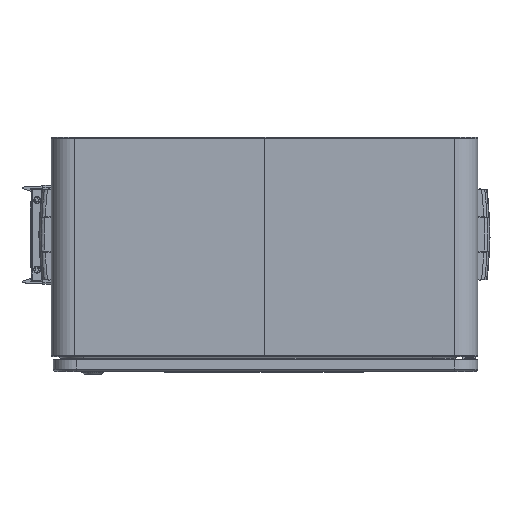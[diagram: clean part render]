
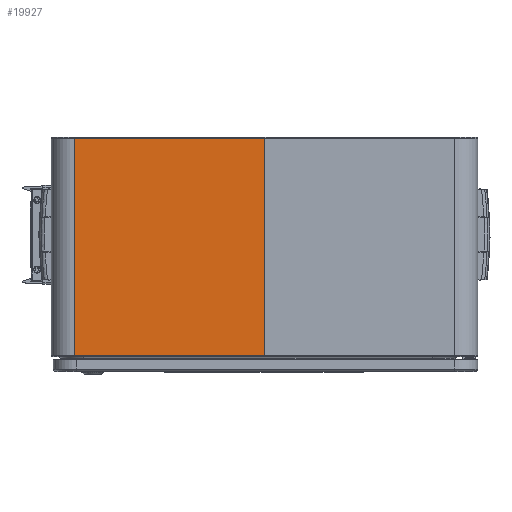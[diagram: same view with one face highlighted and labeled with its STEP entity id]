
A CAD part, top view. The second image highlights one B-rep face of the part: STEP entity #19927.
In plain terms, the highlighted planar face has unit normal (0, 0, 1).
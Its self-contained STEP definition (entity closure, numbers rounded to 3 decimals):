
#3901=FACE_OUTER_BOUND('',#25680,.T.);
#7025=PLANE('',#63902);
#8954=LINE('',#88213,#13951);
#8956=LINE('',#88223,#13953);
#8965=LINE('',#88250,#13962);
#8966=LINE('',#88251,#13963);
#13951=VECTOR('',#70148,1.);
#13953=VECTOR('',#70158,1.);
#13962=VECTOR('',#70185,1.);
#13963=VECTOR('',#70186,1.);
#19927=ADVANCED_FACE('',(#3901),#7025,.T.);
#25680=EDGE_LOOP('',(#30162,#30163,#30164,#30165));
#30162=ORIENTED_EDGE('',*,*,#52858,.F.);
#30163=ORIENTED_EDGE('',*,*,#52873,.T.);
#30164=ORIENTED_EDGE('',*,*,#52853,.T.);
#30165=ORIENTED_EDGE('',*,*,#52874,.T.);
#47190=VERTEX_POINT('',#88212);
#47191=VERTEX_POINT('',#88214);
#47194=VERTEX_POINT('',#88222);
#47195=VERTEX_POINT('',#88224);
#52853=EDGE_CURVE('',#47191,#47190,#8954,.T.);
#52858=EDGE_CURVE('',#47194,#47195,#8956,.T.);
#52873=EDGE_CURVE('',#47194,#47191,#8965,.T.);
#52874=EDGE_CURVE('',#47190,#47195,#8966,.T.);
#63902=AXIS2_PLACEMENT_3D('',#88252,#70187,#70188);
#70148=DIRECTION('',(1.,0.,0.));
#70158=DIRECTION('',(1.,0.,0.));
#70185=DIRECTION('',(0.,-1.,0.));
#70186=DIRECTION('',(0.,1.,0.));
#70187=DIRECTION('',(0.,0.,1.));
#70188=DIRECTION('',(-0.707,0.707,0.));
#88212=CARTESIAN_POINT('',(1.453,-162.241,163.7));
#88213=CARTESIAN_POINT('',(52.453,-162.241,163.7));
#88214=CARTESIAN_POINT('',(-244.547,-162.241,163.7));
#88222=CARTESIAN_POINT('',(-244.546,118.95,163.7));
#88223=CARTESIAN_POINT('',(52.454,118.95,163.7));
#88224=CARTESIAN_POINT('',(1.453,118.95,163.7));
#88250=CARTESIAN_POINT('',(-244.546,25.15,163.7));
#88251=CARTESIAN_POINT('',(1.453,25.15,163.7));
#88252=CARTESIAN_POINT('',(52.454,25.15,163.7));
